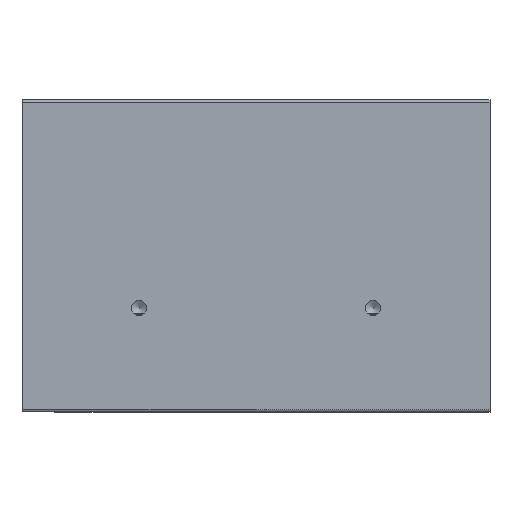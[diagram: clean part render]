
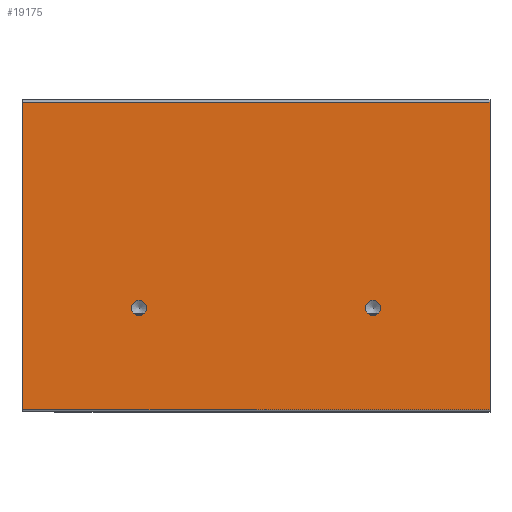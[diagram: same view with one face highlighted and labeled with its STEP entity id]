
A CAD part, front view. The second image highlights one B-rep face of the part: STEP entity #19175.
In plain terms, the highlighted planar face has unit normal (0, -1, 0).
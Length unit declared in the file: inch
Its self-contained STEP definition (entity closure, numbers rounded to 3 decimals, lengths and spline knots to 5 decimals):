
#119=FACE_BOUND('',#1225,.T.);
#120=FACE_BOUND('',#1226,.T.);
#130=PLANE('',#21215);
#168=FACE_OUTER_BOUND('',#1224,.T.);
#1224=EDGE_LOOP('',(#12796,#12797,#12798,#12799));
#1225=EDGE_LOOP('',(#12800));
#1226=EDGE_LOOP('',(#12801));
#2288=LINE('',#30499,#3398);
#2290=LINE('',#30505,#3400);
#2311=LINE('',#32507,#3421);
#2312=LINE('',#32508,#3422);
#3398=VECTOR('',#23287,0.3937);
#3400=VECTOR('',#23293,0.3937);
#3421=VECTOR('',#25276,0.3937);
#3422=VECTOR('',#25277,0.3937);
#5490=CIRCLE('',#21216,0.04978);
#5491=CIRCLE('',#21217,0.04978);
#6483=VERTEX_POINT('',#30496);
#6484=VERTEX_POINT('',#30498);
#6486=VERTEX_POINT('',#30504);
#7486=VERTEX_POINT('',#32506);
#7487=VERTEX_POINT('',#32509);
#7488=VERTEX_POINT('',#32511);
#8607=EDGE_CURVE('',#6483,#6484,#2288,.T.);
#8610=EDGE_CURVE('',#6484,#6486,#2290,.T.);
#9611=EDGE_CURVE('',#7486,#6483,#2311,.T.);
#9612=EDGE_CURVE('',#6486,#7486,#2312,.T.);
#9613=EDGE_CURVE('',#7487,#7487,#5490,.T.);
#9614=EDGE_CURVE('',#7488,#7488,#5491,.T.);
#12796=ORIENTED_EDGE('',*,*,#8607,.F.);
#12797=ORIENTED_EDGE('',*,*,#9611,.F.);
#12798=ORIENTED_EDGE('',*,*,#9612,.F.);
#12799=ORIENTED_EDGE('',*,*,#8610,.F.);
#12800=ORIENTED_EDGE('',*,*,#9613,.T.);
#12801=ORIENTED_EDGE('',*,*,#9614,.T.);
#19175=ADVANCED_FACE('',(#168,#119,#120),#130,.T.);
#21215=AXIS2_PLACEMENT_3D('',#32505,#25274,#25275);
#21216=AXIS2_PLACEMENT_3D('',#32510,#25278,#25279);
#21217=AXIS2_PLACEMENT_3D('',#32512,#25280,#25281);
#23287=DIRECTION('',(-1.,0.,0.));
#23293=DIRECTION('',(0.,0.,1.));
#25274=DIRECTION('center_axis',(0.,-1.,0.));
#25275=DIRECTION('ref_axis',(0.,0.,-1.));
#25276=DIRECTION('',(0.,0.,-1.));
#25277=DIRECTION('',(1.,0.,0.));
#25278=DIRECTION('center_axis',(0.,1.,0.));
#25279=DIRECTION('ref_axis',(0.,0.,-1.));
#25280=DIRECTION('center_axis',(0.,1.,0.));
#25281=DIRECTION('ref_axis',(0.,0.,-1.));
#30496=CARTESIAN_POINT('',(3.,0.,0.015));
#30498=CARTESIAN_POINT('',(0.,0.,0.015));
#30499=CARTESIAN_POINT('',(0.,0.,0.015));
#30504=CARTESIAN_POINT('',(0.,0.,1.985));
#30505=CARTESIAN_POINT('',(0.,0.,0.));
#32505=CARTESIAN_POINT('Origin',(0.,0.,2.));
#32506=CARTESIAN_POINT('',(3.,0.,1.985));
#32507=CARTESIAN_POINT('',(3.,0.,0.));
#32508=CARTESIAN_POINT('',(0.,0.,1.985));
#32509=CARTESIAN_POINT('',(0.75,0.,0.71632));
#32510=CARTESIAN_POINT('Origin',(0.75,0.,0.66654));
#32511=CARTESIAN_POINT('',(2.25,0.,0.71632));
#32512=CARTESIAN_POINT('Origin',(2.25,0.,0.66654));
